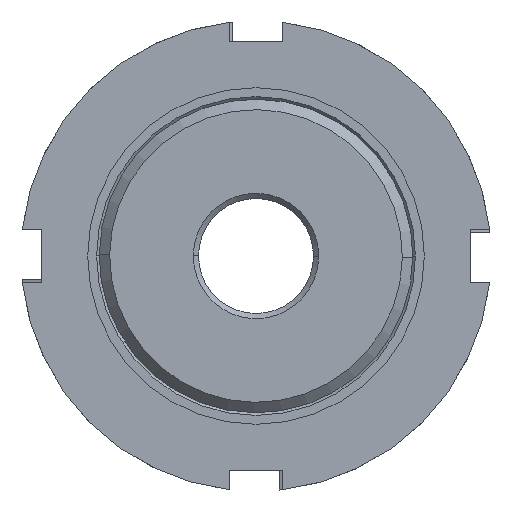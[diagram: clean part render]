
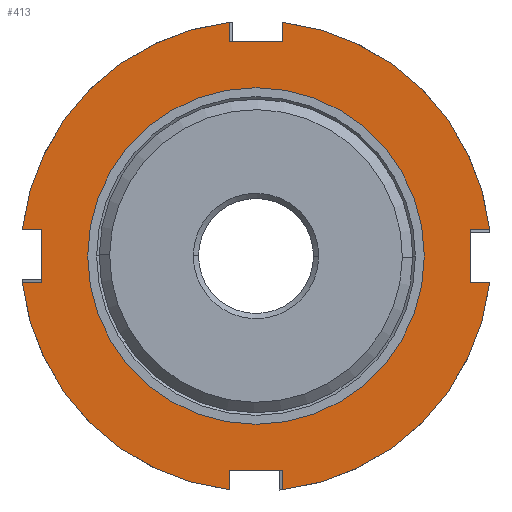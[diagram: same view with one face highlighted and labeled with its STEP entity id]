
A CAD part, front view. The second image highlights one B-rep face of the part: STEP entity #413.
In plain terms, the highlighted planar face has unit normal (0, -1, 0).
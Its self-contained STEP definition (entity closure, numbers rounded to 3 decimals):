
#5 = LINE ( 'NONE', #670, #175 ) ;
#9 = AXIS2_PLACEMENT_3D ( 'NONE', #1021, #1453, #2076 ) ;
#17 = LINE ( 'NONE', #993, #2201 ) ;
#32 = LINE ( 'NONE', #966, #1085 ) ;
#37 = AXIS2_PLACEMENT_3D ( 'NONE', #920, #560, #542 ) ;
#59 = ORIENTED_EDGE ( 'NONE', *, *, #874, .F. ) ;
#175 = VECTOR ( 'NONE', #482, 1000. ) ;
#186 = CARTESIAN_POINT ( 'NONE',  ( 0., -11.968, 20.5 ) ) ;
#191 = AXIS2_PLACEMENT_3D ( 'NONE', #2091, #1938, #665 ) ;
#208 = CARTESIAN_POINT ( 'NONE',  ( 0., -11.968, 0. ) ) ;
#217 = VERTEX_POINT ( 'NONE', #416 ) ;
#250 = EDGE_CURVE ( 'NONE', #568, #2678, #17, .T. ) ;
#254 = FACE_BOUND ( 'NONE', #2412, .T. ) ;
#263 = EDGE_CURVE ( 'NONE', #2289, #2703, #685, .T. ) ;
#297 = CARTESIAN_POINT ( 'NONE',  ( -2.5, -11.968, -22.361 ) ) ;
#318 = CARTESIAN_POINT ( 'NONE',  ( 2.5, -11.968, 0. ) ) ;
#340 = LINE ( 'NONE', #1053, #1962 ) ;
#378 = CARTESIAN_POINT ( 'NONE',  ( 20.5, -11.968, -2.5 ) ) ;
#395 = CARTESIAN_POINT ( 'NONE',  ( 0., -11.968, 0. ) ) ;
#413 = ADVANCED_FACE ( 'NONE', ( #254, #1314 ), #2554, .F. ) ;
#416 = CARTESIAN_POINT ( 'NONE',  ( 16.1, -11.968, 0. ) ) ;
#440 = EDGE_CURVE ( 'NONE', #1550, #755, #1348, .T. ) ;
#441 = DIRECTION ( 'NONE',  ( -1., 0., 0. ) ) ;
#446 = CARTESIAN_POINT ( 'NONE',  ( -20.5, -11.968, -2.5 ) ) ;
#482 = DIRECTION ( 'NONE',  ( 0., 0., -1. ) ) ;
#507 = ORIENTED_EDGE ( 'NONE', *, *, #891, .T. ) ;
#530 = CARTESIAN_POINT ( 'NONE',  ( 0., -11.968, 2.5 ) ) ;
#542 = DIRECTION ( 'NONE',  ( -1., 0., 0. ) ) ;
#544 = EDGE_CURVE ( 'NONE', #1550, #2307, #2103, .T. ) ;
#560 = DIRECTION ( 'NONE',  ( 0., 1., 0. ) ) ;
#568 = VERTEX_POINT ( 'NONE', #1562 ) ;
#580 = EDGE_CURVE ( 'NONE', #2289, #603, #1873, .T. ) ;
#588 = ORIENTED_EDGE ( 'NONE', *, *, #2609, .F. ) ;
#599 = VECTOR ( 'NONE', #1619, 1000. ) ;
#603 = VERTEX_POINT ( 'NONE', #1761 ) ;
#606 = CARTESIAN_POINT ( 'NONE',  ( 20.5, -11.968, 0. ) ) ;
#631 = CARTESIAN_POINT ( 'NONE',  ( 22.361, -11.968, 2.5 ) ) ;
#665 = DIRECTION ( 'NONE',  ( -1., 0., 0. ) ) ;
#670 = CARTESIAN_POINT ( 'NONE',  ( -2.5, -11.968, 0. ) ) ;
#678 = CARTESIAN_POINT ( 'NONE',  ( 2.5, -11.968, 22.361 ) ) ;
#680 = ORIENTED_EDGE ( 'NONE', *, *, #1888, .F. ) ;
#685 = CIRCLE ( 'NONE', #2740, 22.5 ) ;
#700 = VECTOR ( 'NONE', #1666, 1000. ) ;
#719 = ORIENTED_EDGE ( 'NONE', *, *, #250, .T. ) ;
#724 = VERTEX_POINT ( 'NONE', #1168 ) ;
#755 = VERTEX_POINT ( 'NONE', #1800 ) ;
#819 = ORIENTED_EDGE ( 'NONE', *, *, #2311, .F. ) ;
#874 = EDGE_CURVE ( 'NONE', #2084, #1106, #1996, .T. ) ;
#891 = EDGE_CURVE ( 'NONE', #217, #1719, #2684, .T. ) ;
#920 = CARTESIAN_POINT ( 'NONE',  ( 0., -11.968, 0. ) ) ;
#926 = CARTESIAN_POINT ( 'NONE',  ( 0., -11.968, 0. ) ) ;
#944 = EDGE_CURVE ( 'NONE', #2494, #603, #1966, .T. ) ;
#966 = CARTESIAN_POINT ( 'NONE',  ( -20.5, -11.968, 0. ) ) ;
#975 = ORIENTED_EDGE ( 'NONE', *, *, #2580, .F. ) ;
#993 = CARTESIAN_POINT ( 'NONE',  ( 0., -11.968, -2.5 ) ) ;
#1001 = EDGE_CURVE ( 'NONE', #1106, #2494, #5, .T. ) ;
#1007 = DIRECTION ( 'NONE',  ( 0., 1., 0. ) ) ;
#1021 = CARTESIAN_POINT ( 'NONE',  ( 0., -11.968, 0. ) ) ;
#1031 = VERTEX_POINT ( 'NONE', #446 ) ;
#1053 = CARTESIAN_POINT ( 'NONE',  ( 0., -11.968, -2.5 ) ) ;
#1077 = ORIENTED_EDGE ( 'NONE', *, *, #263, .F. ) ;
#1082 = CARTESIAN_POINT ( 'NONE',  ( -22.361, -11.968, -2.5 ) ) ;
#1083 = EDGE_CURVE ( 'NONE', #1719, #217, #1469, .T. ) ;
#1085 = VECTOR ( 'NONE', #2254, 1000. ) ;
#1106 = VERTEX_POINT ( 'NONE', #2668 ) ;
#1113 = DIRECTION ( 'NONE',  ( 0., 1., 0. ) ) ;
#1126 = CARTESIAN_POINT ( 'NONE',  ( 2.5, -11.968, 0. ) ) ;
#1128 = ORIENTED_EDGE ( 'NONE', *, *, #2081, .F. ) ;
#1153 = CARTESIAN_POINT ( 'NONE',  ( 2.5, -11.968, -22.361 ) ) ;
#1161 = CARTESIAN_POINT ( 'NONE',  ( -2.5, -11.968, 20.5 ) ) ;
#1168 = CARTESIAN_POINT ( 'NONE',  ( 20.5, -11.968, 2.5 ) ) ;
#1219 = ORIENTED_EDGE ( 'NONE', *, *, #580, .T. ) ;
#1237 = CARTESIAN_POINT ( 'NONE',  ( 0., -11.968, 2.5 ) ) ;
#1261 = DIRECTION ( 'NONE',  ( 0., 1., 0. ) ) ;
#1282 = DIRECTION ( 'NONE',  ( 1., 0., 0. ) ) ;
#1314 = FACE_OUTER_BOUND ( 'NONE', #1579, .T. ) ;
#1324 = CARTESIAN_POINT ( 'NONE',  ( -2.5, -11.968, 0. ) ) ;
#1341 = ORIENTED_EDGE ( 'NONE', *, *, #1001, .F. ) ;
#1348 = LINE ( 'NONE', #1324, #2300 ) ;
#1367 = LINE ( 'NONE', #530, #2356 ) ;
#1378 = AXIS2_PLACEMENT_3D ( 'NONE', #395, #1007, #1892 ) ;
#1405 = LINE ( 'NONE', #2034, #599 ) ;
#1453 = DIRECTION ( 'NONE',  ( 0., 1., 0. ) ) ;
#1469 = CIRCLE ( 'NONE', #37, 16.1 ) ;
#1474 = CARTESIAN_POINT ( 'NONE',  ( -22.361, -11.968, 2.5 ) ) ;
#1541 = ORIENTED_EDGE ( 'NONE', *, *, #440, .T. ) ;
#1550 = VERTEX_POINT ( 'NONE', #297 ) ;
#1562 = CARTESIAN_POINT ( 'NONE',  ( 22.361, -11.968, -2.5 ) ) ;
#1579 = EDGE_LOOP ( 'NONE', ( #719, #588, #975, #1077, #1219, #1875, #1341, #59, #1704, #2741, #819, #2274, #1541, #680, #2541, #1128 ) ) ;
#1611 = CARTESIAN_POINT ( 'NONE',  ( 2.5, -11.968, -20.5 ) ) ;
#1619 = DIRECTION ( 'NONE',  ( -1., 0., 0. ) ) ;
#1622 = ORIENTED_EDGE ( 'NONE', *, *, #1083, .T. ) ;
#1666 = DIRECTION ( 'NONE',  ( -1., 0., 0. ) ) ;
#1684 = CARTESIAN_POINT ( 'NONE',  ( 0., -11.968, 0. ) ) ;
#1698 = CIRCLE ( 'NONE', #9, 22.5 ) ;
#1701 = VECTOR ( 'NONE', #2285, 1000. ) ;
#1704 = ORIENTED_EDGE ( 'NONE', *, *, #1847, .T. ) ;
#1719 = VERTEX_POINT ( 'NONE', #2078 ) ;
#1723 = DIRECTION ( 'NONE',  ( 0., 0., 1. ) ) ;
#1742 = CARTESIAN_POINT ( 'NONE',  ( -20.5, -11.968, 2.5 ) ) ;
#1753 = LINE ( 'NONE', #318, #2450 ) ;
#1761 = CARTESIAN_POINT ( 'NONE',  ( 2.5, -11.968, 20.5 ) ) ;
#1785 = DIRECTION ( 'NONE',  ( -1., 0., 0. ) ) ;
#1789 = AXIS2_PLACEMENT_3D ( 'NONE', #1684, #1261, #1878 ) ;
#1792 = EDGE_CURVE ( 'NONE', #2513, #2012, #1753, .T. ) ;
#1800 = CARTESIAN_POINT ( 'NONE',  ( -2.5, -11.968, -20.5 ) ) ;
#1821 = LINE ( 'NONE', #1237, #700 ) ;
#1847 = EDGE_CURVE ( 'NONE', #2084, #2255, #1367, .T. ) ;
#1873 = LINE ( 'NONE', #1126, #1949 ) ;
#1875 = ORIENTED_EDGE ( 'NONE', *, *, #944, .F. ) ;
#1878 = DIRECTION ( 'NONE',  ( -1., 0., 0. ) ) ;
#1888 = EDGE_CURVE ( 'NONE', #2012, #755, #1405, .T. ) ;
#1892 = DIRECTION ( 'NONE',  ( -1., 0., 0. ) ) ;
#1913 = EDGE_CURVE ( 'NONE', #1031, #2255, #32, .T. ) ;
#1938 = DIRECTION ( 'NONE',  ( 0., 1., 0. ) ) ;
#1949 = VECTOR ( 'NONE', #2402, 1000. ) ;
#1962 = VECTOR ( 'NONE', #1282, 1000. ) ;
#1966 = LINE ( 'NONE', #186, #1701 ) ;
#1996 = CIRCLE ( 'NONE', #1378, 22.5 ) ;
#2012 = VERTEX_POINT ( 'NONE', #1611 ) ;
#2026 = DIRECTION ( 'NONE',  ( 0., 0., 1. ) ) ;
#2034 = CARTESIAN_POINT ( 'NONE',  ( 0., -11.968, -20.5 ) ) ;
#2076 = DIRECTION ( 'NONE',  ( -1., 0., 0. ) ) ;
#2078 = CARTESIAN_POINT ( 'NONE',  ( -16.1, -11.968, 0. ) ) ;
#2081 = EDGE_CURVE ( 'NONE', #568, #2513, #1698, .T. ) ;
#2084 = VERTEX_POINT ( 'NONE', #1474 ) ;
#2091 = CARTESIAN_POINT ( 'NONE',  ( 16.1, -11.968, 0. ) ) ;
#2103 = CIRCLE ( 'NONE', #2316, 22.5 ) ;
#2201 = VECTOR ( 'NONE', #2488, 1000. ) ;
#2204 = DIRECTION ( 'NONE',  ( 1., 0., 0. ) ) ;
#2250 = LINE ( 'NONE', #606, #2613 ) ;
#2254 = DIRECTION ( 'NONE',  ( 0., 0., 1. ) ) ;
#2255 = VERTEX_POINT ( 'NONE', #1742 ) ;
#2274 = ORIENTED_EDGE ( 'NONE', *, *, #544, .F. ) ;
#2285 = DIRECTION ( 'NONE',  ( 1., 0., 0. ) ) ;
#2289 = VERTEX_POINT ( 'NONE', #678 ) ;
#2300 = VECTOR ( 'NONE', #1723, 1000. ) ;
#2307 = VERTEX_POINT ( 'NONE', #1082 ) ;
#2311 = EDGE_CURVE ( 'NONE', #2307, #1031, #340, .T. ) ;
#2316 = AXIS2_PLACEMENT_3D ( 'NONE', #926, #1113, #1785 ) ;
#2356 = VECTOR ( 'NONE', #2204, 1000. ) ;
#2402 = DIRECTION ( 'NONE',  ( 0., 0., -1. ) ) ;
#2412 = EDGE_LOOP ( 'NONE', ( #1622, #507 ) ) ;
#2450 = VECTOR ( 'NONE', #2026, 1000. ) ;
#2488 = DIRECTION ( 'NONE',  ( -1., 0., 0. ) ) ;
#2494 = VERTEX_POINT ( 'NONE', #1161 ) ;
#2513 = VERTEX_POINT ( 'NONE', #1153 ) ;
#2519 = DIRECTION ( 'NONE',  ( 0., 0., -1. ) ) ;
#2526 = DIRECTION ( 'NONE',  ( 0., 1., 0. ) ) ;
#2541 = ORIENTED_EDGE ( 'NONE', *, *, #1792, .F. ) ;
#2554 = PLANE ( 'NONE',  #191 ) ;
#2580 = EDGE_CURVE ( 'NONE', #2703, #724, #1821, .T. ) ;
#2609 = EDGE_CURVE ( 'NONE', #724, #2678, #2250, .T. ) ;
#2613 = VECTOR ( 'NONE', #2519, 1000. ) ;
#2668 = CARTESIAN_POINT ( 'NONE',  ( -2.5, -11.968, 22.361 ) ) ;
#2678 = VERTEX_POINT ( 'NONE', #378 ) ;
#2684 = CIRCLE ( 'NONE', #1789, 16.1 ) ;
#2703 = VERTEX_POINT ( 'NONE', #631 ) ;
#2740 = AXIS2_PLACEMENT_3D ( 'NONE', #208, #2526, #441 ) ;
#2741 = ORIENTED_EDGE ( 'NONE', *, *, #1913, .F. ) ;
